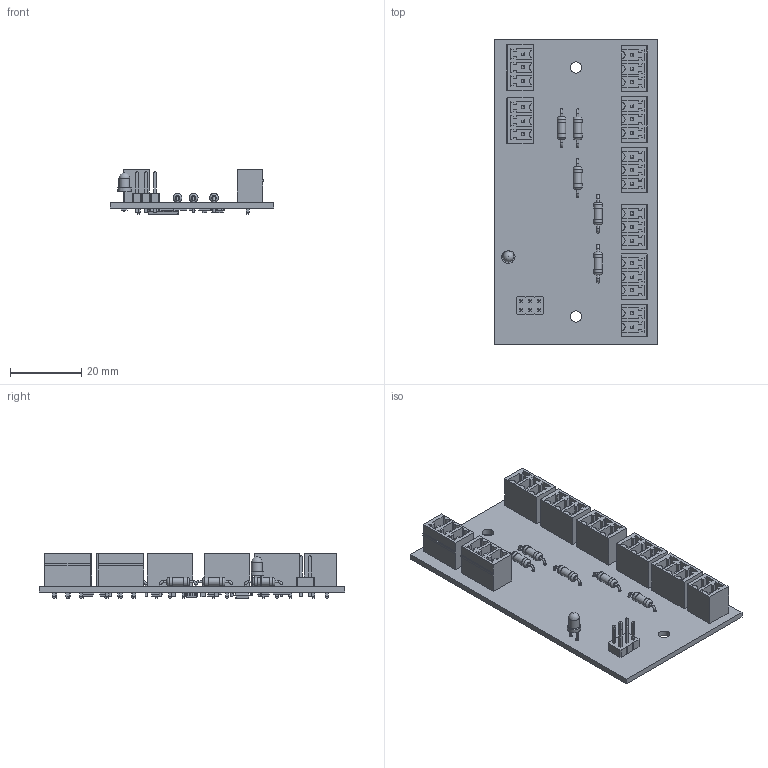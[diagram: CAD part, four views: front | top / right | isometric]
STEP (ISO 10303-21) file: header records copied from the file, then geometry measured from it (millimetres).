
FILE_DESCRIPTION(('KiCad electronic assembly'),'2;1');
FILE_NAME('pneumatic_ctrl.step','2024-05-18T15:12:43',('Pcbnew'),( 'Kicad'),'Open CASCADE STEP processor 7.7','KiCad to STEP converter' ,'Unknown');
FILE_SCHEMA(('AUTOMOTIVE_DESIGN { 1 0 10303 214 1 1 1 1 }'));
Length unit declared in the file: millimetre
Products named in the file (22): pneumatic_ctrl 1; R_Axial_DIN0207_L6.3mm_D2.5mm_P10.16mm_Horizontal; R_Axial_DIN0207_L63mm_D25mm_P1016mm_Horizontal; PhoenixContact_MCV_1,5_3-G-3.81_1x03_P3.81mm_Vertical; MCV_01x03_G_3_81mm; PhoenixContact_MCV_1,5_2-G-3.81_1x02_P3.81mm_Vertical; MCV_01x02_G_3_81mm; LED_D3.0mm; PinHeader_2x03_P2.54mm_Vertical; PinHeader_2x03_P254mm_Vertical; R_1206_3216Metric; C_0805_2012Metric; SOT-23; SOT_23; SOIC-14_3.9x8.7mm_P1.27mm; SOIC_14_39x87mm_P127mm; SOT-23-5; SOT_23_5; _autosave-pneumatic_ctrl_PCB
Assembly tree (46 placements, depth 3):
  pneumatic_ctrl 1
    R_Axial_DIN0207_L6.3mm_D2.5mm_P10.16mm_Horizontal  x5
      R_Axial_DIN0207_L63mm_D25mm_P1016mm_Horizontal
    PhoenixContact_MCV_1,5_3-G-3.81_1x03_P3.81mm_Vertical  x7
      MCV_01x03_G_3_81mm
    PhoenixContact_MCV_1,5_2-G-3.81_1x02_P3.81mm_Vertical
      MCV_01x02_G_3_81mm
    LED_D3.0mm
      LED_D3.0mm
    PinHeader_2x03_P2.54mm_Vertical
      PinHeader_2x03_P254mm_Vertical
    R_1206_3216Metric  x9
      R_1206_3216Metric
    C_0805_2012Metric  x4
      C_0805_2012Metric
    SOT-23  x5
      SOT_23
    SOIC-14_3.9x8.7mm_P1.27mm
      SOIC_14_39x87mm_P127mm
    SOT-23-5
      SOT_23_5
    _autosave-pneumatic_ctrl_PCB
Bounding box: 46 x 86 x 12.65 mm (x, y, z)
Volume: 11043.6 mm3; surface area: 17868.8 mm2
Topology: 36 solids, 36 shells, 2200 faces, 5417 edges, 3400 vertices
Faces by surface type: plane 1617, cylinder 360, bspline 202, torus 20, sphere 1
Full cylindrical faces by diameter (mm): 0.6 x21, 0.8 x10, 0.9 x2, 1 x6, 1.2 x23, 2.25 x5, 2.5 x10, 3 x1, 3.2 x2
Entity records: 32265 total; most frequent: CARTESIAN_POINT 4902, ORIENTED_EDGE 4420, DIRECTION 4125, EDGE_CURVE 2210, LINE 1773, VECTOR 1773, VERTEX_POINT 1385, AXIS2_PLACEMENT_3D 1176
